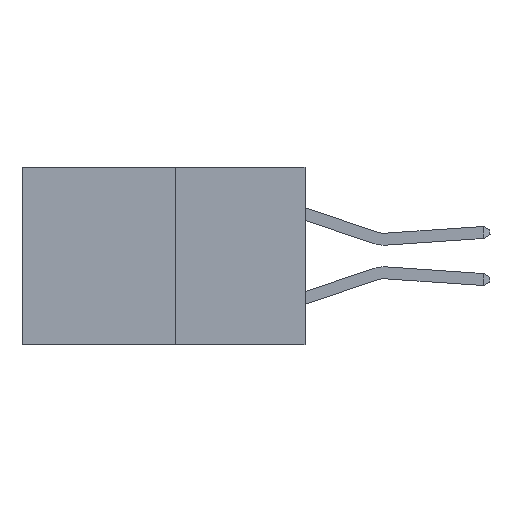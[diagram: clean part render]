
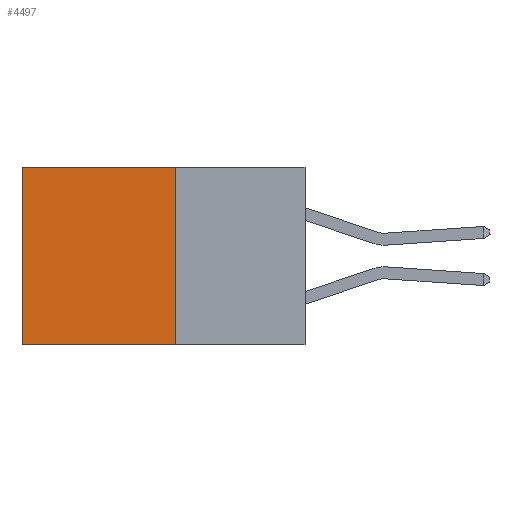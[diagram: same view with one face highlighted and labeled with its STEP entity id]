
A CAD part, left-side view. The second image highlights one B-rep face of the part: STEP entity #4497.
In plain terms, the highlighted planar face has unit normal (-1, 0, 0).
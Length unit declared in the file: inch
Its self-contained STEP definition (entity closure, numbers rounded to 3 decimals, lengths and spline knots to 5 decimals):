
#65 = VERTEX_POINT ( 'NONE', #16097 ) ;
#265 = ORIENTED_EDGE ( 'NONE', *, *, #14330, .F. ) ;
#304 = LINE ( 'NONE', #15720, #4335 ) ;
#1214 = VECTOR ( 'NONE', #3326, 39.37008 ) ;
#1551 = CARTESIAN_POINT ( 'NONE',  ( 0.277, 0.27, 0. ) ) ;
#2526 = EDGE_CURVE ( 'NONE', #65, #14710, #13586, .T. ) ;
#3154 = VERTEX_POINT ( 'NONE', #1551 ) ;
#3157 = VECTOR ( 'NONE', #8356, 39.37008 ) ;
#3326 = DIRECTION ( 'NONE',  ( 0., 1., 0. ) ) ;
#3391 = CARTESIAN_POINT ( 'NONE',  ( 0.277, 0.27, 0. ) ) ;
#4075 = DIRECTION ( 'NONE',  ( 0., 0., -1. ) ) ;
#4335 = VECTOR ( 'NONE', #4075, 39.37008 ) ;
#4497 = ADVANCED_FACE ( 'NONE', ( #11701 ), #17843, .F. ) ;
#5256 = LINE ( 'NONE', #3391, #1214 ) ;
#7321 = ORIENTED_EDGE ( 'NONE', *, *, #2526, .F. ) ;
#7355 = ORIENTED_EDGE ( 'NONE', *, *, #9459, .T. ) ;
#8191 = CARTESIAN_POINT ( 'NONE',  ( 0.277, 0.59, -0.37 ) ) ;
#8356 = DIRECTION ( 'NONE',  ( 0., 0., -1. ) ) ;
#8510 = VERTEX_POINT ( 'NONE', #11419 ) ;
#9188 = DIRECTION ( 'NONE',  ( 1., 0., 0. ) ) ;
#9349 = AXIS2_PLACEMENT_3D ( 'NONE', #10096, #9188, #15910 ) ;
#9459 = EDGE_CURVE ( 'NONE', #3154, #8510, #5256, .T. ) ;
#10096 = CARTESIAN_POINT ( 'NONE',  ( 0.277, 0.27, -0.37 ) ) ;
#10190 = VECTOR ( 'NONE', #11789, 39.37008 ) ;
#11419 = CARTESIAN_POINT ( 'NONE',  ( 0.277, 0.59, 0. ) ) ;
#11701 = FACE_OUTER_BOUND ( 'NONE', #15621, .T. ) ;
#11789 = DIRECTION ( 'NONE',  ( 0., 1., 0. ) ) ;
#11890 = CARTESIAN_POINT ( 'NONE',  ( 0.277, 0.27, -0.37 ) ) ;
#13586 = LINE ( 'NONE', #11890, #10190 ) ;
#14330 = EDGE_CURVE ( 'NONE', #3154, #65, #15300, .T. ) ;
#14710 = VERTEX_POINT ( 'NONE', #8191 ) ;
#14890 = EDGE_CURVE ( 'NONE', #8510, #14710, #304, .T. ) ;
#15300 = LINE ( 'NONE', #15526, #3157 ) ;
#15526 = CARTESIAN_POINT ( 'NONE',  ( 0.277, 0.27, -0.37 ) ) ;
#15621 = EDGE_LOOP ( 'NONE', ( #15675, #7321, #265, #7355 ) ) ;
#15675 = ORIENTED_EDGE ( 'NONE', *, *, #14890, .T. ) ;
#15720 = CARTESIAN_POINT ( 'NONE',  ( 0.277, 0.59, -0.37 ) ) ;
#15910 = DIRECTION ( 'NONE',  ( 0., 0., -1. ) ) ;
#16097 = CARTESIAN_POINT ( 'NONE',  ( 0.277, 0.27, -0.37 ) ) ;
#17843 = PLANE ( 'NONE',  #9349 ) ;
